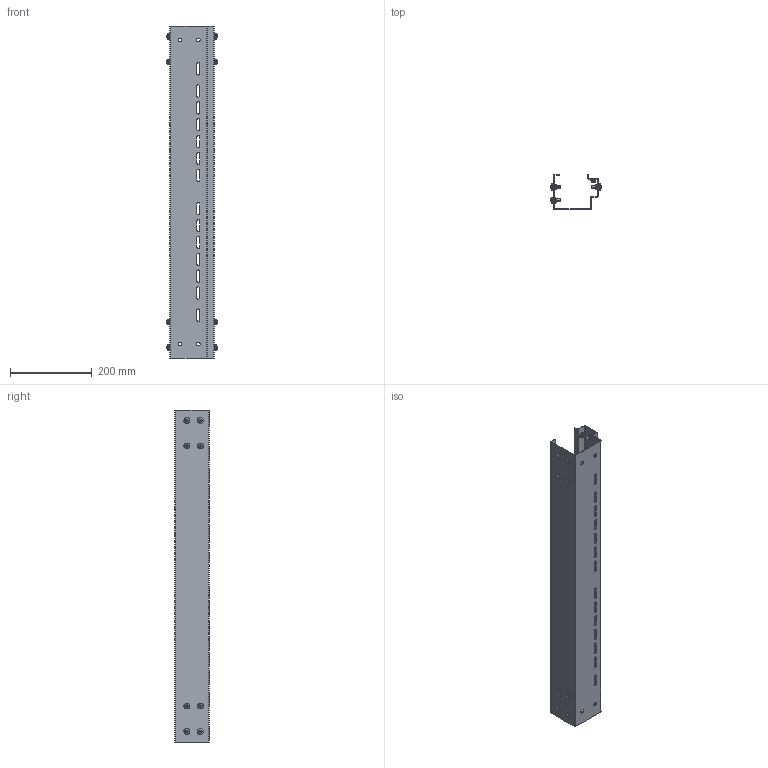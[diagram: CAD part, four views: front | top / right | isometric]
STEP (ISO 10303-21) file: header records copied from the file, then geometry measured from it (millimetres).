
FILE_DESCRIPTION (( 'STEP AP203' ), '1' );
FILE_NAME ('ITK DATAROW Áàëêà ãîðèçîíòàëüíàÿ ïðîäîëüíàÿ 800 ñåð..STEP', '2024-12-11T08:41:54', ( '' ), ( '' ), 'SwSTEP 2.0', 'SolidWorks 2022', '' );
FILE_SCHEMA (( 'CONFIG_CONTROL_DESIGN' ));
Length unit declared in the file: millimetre
Products named in the file (5): Винт полусфера с прессшайбой DIN 967_M6х20; АГИЕ 282.01.02.000СБ_-01; ITK DATAROW Балка горизонтальная продольная 800 сер.; АГИЕ 282.01.00.002_-01; Резьбовая заклепка потай^АГИЕ 282.01.02.000СБ_М6
Assembly tree (30 placements, depth 3):
  ITK DATAROW Балка горизонтальная продольная 800 сер.
    АГИЕ 282.01.02.000СБ_-01
      АГИЕ 282.01.00.002_-01
      Резьбовая заклепка потай^АГИЕ 282.01.02.000СБ_М6  x16
    Винт полусфера с прессшайбой DIN 967_M6х20  x12
Bounding box: 123.84 x 85 x 812 mm (x, y, z)
Volume: 360466 mm3; surface area: 517246.5 mm2
Topology: 29 solids, 29 shells, 948 faces, 2318 edges, 1468 vertices
Faces by surface type: plane 412, cylinder 240, cone 216, bspline 32, torus 24, sphere 24
Entity records: 8593 total; most frequent: DIRECTION 1362, CARTESIAN_POINT 1337, ORIENTED_EDGE 1196, EDGE_CURVE 598, AXIS2_PLACEMENT_3D 527, VERTEX_POINT 376, LINE 308, VECTOR 308
